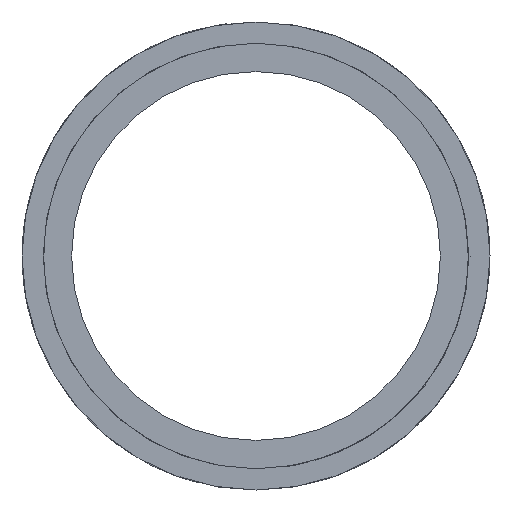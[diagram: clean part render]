
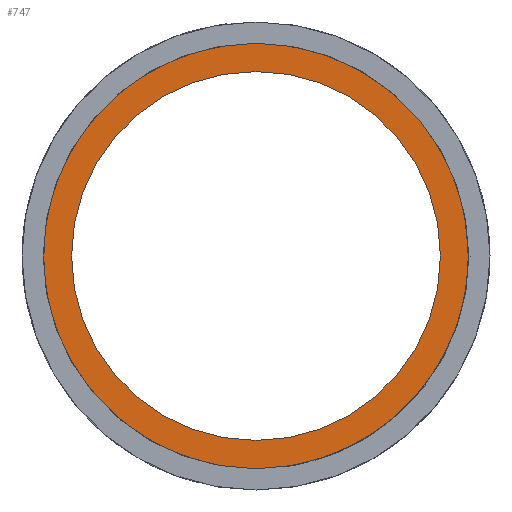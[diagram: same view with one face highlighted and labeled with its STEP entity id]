
A CAD part, front view. The second image highlights one B-rep face of the part: STEP entity #747.
In plain terms, the highlighted planar face has unit normal (0, -1, 0).
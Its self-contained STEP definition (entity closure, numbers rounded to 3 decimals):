
#107 = CIRCLE ( 'NONE', #1812, 15.022 ) ;
#164 = AXIS2_PLACEMENT_3D ( 'NONE', #1913, #1704, #1493 ) ;
#181 = DIRECTION ( 'NONE',  ( 0., 1., 0. ) ) ;
#276 = AXIS2_PLACEMENT_3D ( 'NONE', #1332, #2104, #2256 ) ;
#320 = CARTESIAN_POINT ( 'NONE',  ( 0., 21.337, 15.022 ) ) ;
#324 = FACE_OUTER_BOUND ( 'NONE', #887, .T. ) ;
#350 = CARTESIAN_POINT ( 'NONE',  ( 0., 21.337, 0. ) ) ;
#353 = VERTEX_POINT ( 'NONE', #2331 ) ;
#587 = EDGE_CURVE ( 'NONE', #669, #802, #107, .T. ) ;
#663 = DIRECTION ( 'NONE',  ( 0., 0., 1. ) ) ;
#669 = VERTEX_POINT ( 'NONE', #1267 ) ;
#679 = CARTESIAN_POINT ( 'NONE',  ( 0., 21.337, 0. ) ) ;
#703 = CIRCLE ( 'NONE', #1344, 15.022 ) ;
#747 = ADVANCED_FACE ( 'NONE', ( #1690, #324 ), #1136, .F. ) ;
#761 = EDGE_CURVE ( 'NONE', #802, #669, #703, .T. ) ;
#773 = ORIENTED_EDGE ( 'NONE', *, *, #1736, .T. ) ;
#802 = VERTEX_POINT ( 'NONE', #320 ) ;
#832 = DIRECTION ( 'NONE',  ( 0., 1., 0. ) ) ;
#887 = EDGE_LOOP ( 'NONE', ( #1371, #1910 ) ) ;
#905 = DIRECTION ( 'NONE',  ( 0., 0., 1. ) ) ;
#1125 = CARTESIAN_POINT ( 'NONE',  ( 0., 21.337, 0. ) ) ;
#1136 = PLANE ( 'NONE',  #1895 ) ;
#1267 = CARTESIAN_POINT ( 'NONE',  ( 0., 21.337, -15.022 ) ) ;
#1332 = CARTESIAN_POINT ( 'NONE',  ( 0., 21.337, 0. ) ) ;
#1344 = AXIS2_PLACEMENT_3D ( 'NONE', #1125, #1453, #905 ) ;
#1360 = CIRCLE ( 'NONE', #276, 13.022 ) ;
#1371 = ORIENTED_EDGE ( 'NONE', *, *, #587, .F. ) ;
#1442 = CARTESIAN_POINT ( 'NONE',  ( 0., 21.337, 13.022 ) ) ;
#1453 = DIRECTION ( 'NONE',  ( 0., 1., 0. ) ) ;
#1493 = DIRECTION ( 'NONE',  ( 0., 0., 1. ) ) ;
#1586 = VERTEX_POINT ( 'NONE', #1442 ) ;
#1690 = FACE_BOUND ( 'NONE', #2452, .T. ) ;
#1704 = DIRECTION ( 'NONE',  ( 0., 1., 0. ) ) ;
#1706 = EDGE_CURVE ( 'NONE', #1586, #353, #2319, .T. ) ;
#1736 = EDGE_CURVE ( 'NONE', #353, #1586, #1360, .T. ) ;
#1768 = ORIENTED_EDGE ( 'NONE', *, *, #1706, .T. ) ;
#1812 = AXIS2_PLACEMENT_3D ( 'NONE', #679, #832, #663 ) ;
#1895 = AXIS2_PLACEMENT_3D ( 'NONE', #350, #181, #2244 ) ;
#1910 = ORIENTED_EDGE ( 'NONE', *, *, #761, .F. ) ;
#1913 = CARTESIAN_POINT ( 'NONE',  ( 0., 21.337, 0. ) ) ;
#2104 = DIRECTION ( 'NONE',  ( 0., 1., 0. ) ) ;
#2244 = DIRECTION ( 'NONE',  ( 1., 0., 0. ) ) ;
#2256 = DIRECTION ( 'NONE',  ( 0., 0., 1. ) ) ;
#2319 = CIRCLE ( 'NONE', #164, 13.022 ) ;
#2331 = CARTESIAN_POINT ( 'NONE',  ( 0., 21.337, -13.022 ) ) ;
#2452 = EDGE_LOOP ( 'NONE', ( #773, #1768 ) ) ;
